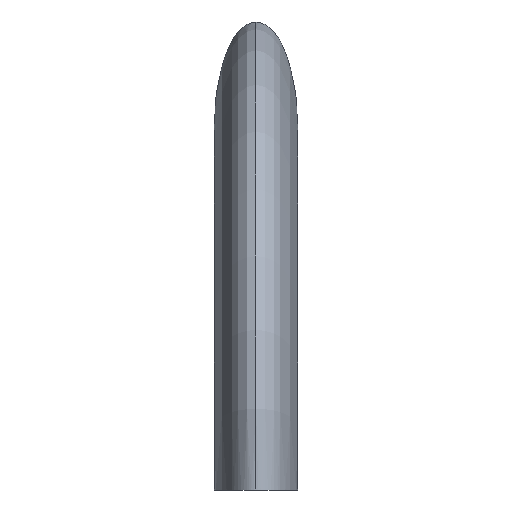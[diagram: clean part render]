
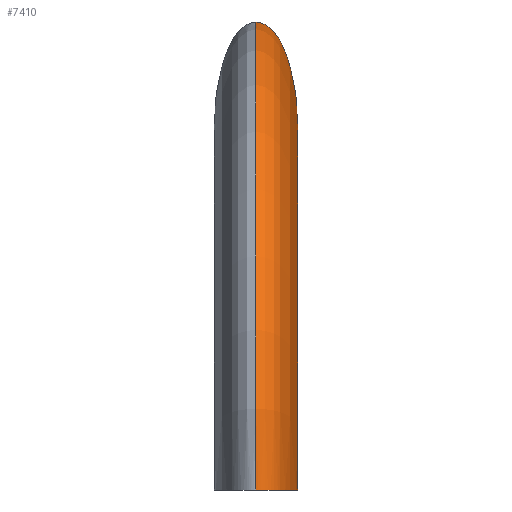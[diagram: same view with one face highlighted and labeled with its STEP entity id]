
A CAD part, left-side view. The second image highlights one B-rep face of the part: STEP entity #7410.
In plain terms, the highlighted face is a revolution surface.
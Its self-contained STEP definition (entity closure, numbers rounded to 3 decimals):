
#680=CARTESIAN_POINT('',(-90.,500.,0.));
#690=VERTEX_POINT('',#680);
#700=CARTESIAN_POINT('',(-70.,500.,0.));
#710=VERTEX_POINT('',#700);
#740=CARTESIAN_POINT('',(-70.857,501.917,0.));
#750=CARTESIAN_POINT('',(-73.157,503.014,0.));
#760=CARTESIAN_POINT('',(-76.315,503.83,0.));
#770=CARTESIAN_POINT('',(-80.,504.09,0.));
#780=CARTESIAN_POINT('',(-83.685,503.83,0.));
#790=CARTESIAN_POINT('',(-86.843,503.014,0.));
#800=CARTESIAN_POINT('',(-89.143,501.917,0.));
#810=CARTESIAN_POINT('',(-90.346,500.,0.));
#820=CARTESIAN_POINT('',(-89.143,498.083,0.));
#830=CARTESIAN_POINT('',(-86.843,496.986,0.));
#840=CARTESIAN_POINT('',(-83.685,496.17,0.));
#850=CARTESIAN_POINT('',(-80.,495.91,0.));
#860=CARTESIAN_POINT('',(-76.315,496.17,0.));
#870=CARTESIAN_POINT('',(-73.157,496.986,0.));
#880=CARTESIAN_POINT('',(-70.857,498.083,0.));
#890=CARTESIAN_POINT('',(-69.654,500.,0.));
#900=CARTESIAN_POINT('',(-70.857,501.917,0.));
#910=CARTESIAN_POINT('',(-73.157,503.014,0.));
#920=CARTESIAN_POINT('',(-76.315,503.83,0.));
#930=B_SPLINE_CURVE_WITH_KNOTS('',3,(#740,#750,#760,#770,#780,#790,#800,
#810,#820,#830,#840,#850,#860,#870,#880,#890,#900,#910,#920),
.UNSPECIFIED.,.T.,.F.,(1,1,1,1,1,1,1,1,1,1,1,1,1,1,1,1,1,1,1,1,1,1,1),(
-3.419,-1.71,0.,2.526,5.885,
9.724,13.562,16.921,19.447,
21.157,22.866,25.393,28.751,
32.59,36.429,39.787,42.313,
44.023,45.732,48.259,51.617,
55.456,59.295),.UNSPECIFIED.);
#940=EDGE_CURVE('',#690,#710,#930,.T.);
#6040=CARTESIAN_POINT('',(-45.,500.,45.));
#6050=VERTEX_POINT('',#6040);
#6280=CARTESIAN_POINT('',(-45.,500.,25.));
#6290=VERTEX_POINT('',#6280);
#6790=CARTESIAN_POINT('',(-45.,501.917,25.857));
#6800=CARTESIAN_POINT('',(-45.,503.014,28.157));
#6810=CARTESIAN_POINT('',(-45.,503.83,31.315));
#6820=CARTESIAN_POINT('',(-45.,504.09,35.));
#6830=CARTESIAN_POINT('',(-45.,503.83,38.685));
#6840=CARTESIAN_POINT('',(-45.,503.014,41.843));
#6850=CARTESIAN_POINT('',(-45.,501.917,44.143));
#6860=CARTESIAN_POINT('',(-45.,500.,45.346));
#6870=CARTESIAN_POINT('',(-45.,498.083,44.143));
#6880=CARTESIAN_POINT('',(-45.,496.986,41.843));
#6890=CARTESIAN_POINT('',(-45.,496.17,38.685));
#6900=CARTESIAN_POINT('',(-45.,495.91,35.));
#6910=CARTESIAN_POINT('',(-45.,496.17,31.315));
#6920=CARTESIAN_POINT('',(-45.,496.986,28.157));
#6930=CARTESIAN_POINT('',(-45.,498.083,25.857));
#6940=CARTESIAN_POINT('',(-45.,500.,24.654));
#6950=CARTESIAN_POINT('',(-45.,501.917,25.857));
#6960=CARTESIAN_POINT('',(-45.,503.014,28.157));
#6970=CARTESIAN_POINT('',(-45.,503.83,31.315));
#6980=B_SPLINE_CURVE_WITH_KNOTS('',3,(#6790,#6800,#6810,#6820,#6830,
#6840,#6850,#6860,#6870,#6880,#6890,#6900,#6910,#6920,#6930,#6940,#6950,
#6960,#6970),.UNSPECIFIED.,.T.,.F.,(1,1,1,1,1,1,1,1,1,1,1,1,1,1,1,1,1,1,
1,1,1,1,1),(-3.419,-1.71,0.,2.526,
5.885,9.724,13.562,16.921,
19.447,21.157,22.866,25.393,
28.751,32.59,36.429,39.787,
42.313,44.023,45.732,48.259,
51.617,55.456,59.295),.UNSPECIFIED.);
#6990=EDGE_CURVE('',#6050,#6290,#6980,.T.);
#7050=CARTESIAN_POINT('',(-90.,500.,0.));
#7060=CARTESIAN_POINT('',(-90.,500.,0.));
#7070=CARTESIAN_POINT('',(-90.,499.449,0.));
#7080=CARTESIAN_POINT('',(-89.143,498.083,0.));
#7090=CARTESIAN_POINT('',(-86.843,496.986,0.));
#7100=CARTESIAN_POINT('',(-83.685,496.17,0.));
#7110=CARTESIAN_POINT('',(-80.,495.91,0.));
#7120=CARTESIAN_POINT('',(-76.315,496.17,0.));
#7130=CARTESIAN_POINT('',(-73.157,496.986,0.));
#7140=CARTESIAN_POINT('',(-70.857,498.083,0.));
#7150=CARTESIAN_POINT('',(-70.,499.449,0.));
#7160=CARTESIAN_POINT('',(-70.,500.,0.));
#7170=CARTESIAN_POINT('',(-70.,500.,0.));
#7180=B_SPLINE_CURVE_WITH_KNOTS('',3,(#7050,#7060,#7070,#7080,#7090,
#7100,#7110,#7120,#7130,#7140,#7150,#7160,#7170),.UNSPECIFIED.,.F.,.F.,(
4,1,1,1,1,1,1,1,1,1,4),(21.157,21.157,
22.866,25.393,28.751,32.59,
36.429,39.787,42.313,44.023,
44.023),.UNSPECIFIED.);
#7190=CARTESIAN_POINT('',(-45.,500.,0.));
#7200=DIRECTION('',(0.,1.,0.));
#7210=AXIS1_PLACEMENT('',#7190,#7200);
#7220=SURFACE_OF_REVOLUTION('',#7180,#7210);
#7230=CARTESIAN_POINT('',(-45.,500.,0.));
#7240=DIRECTION('',(0.,1.,0.));
#7250=DIRECTION('',(-1.,0.,0.));
#7260=AXIS2_PLACEMENT_3D('',#7230,#7240,#7250);
#7270=CIRCLE('',#7260,45.);
#7280=EDGE_CURVE('',#690,#6050,#7270,.T.);
#7290=ORIENTED_EDGE('',*,*,#7280,.F.);
#7300=ORIENTED_EDGE('',*,*,#6990,.F.);
#7310=CARTESIAN_POINT('',(-45.,500.,0.));
#7320=DIRECTION('',(0.,1.,0.));
#7330=DIRECTION('',(-1.,0.,0.));
#7340=AXIS2_PLACEMENT_3D('',#7310,#7320,#7330);
#7350=CIRCLE('',#7340,25.);
#7360=EDGE_CURVE('',#710,#6290,#7350,.T.);
#7370=ORIENTED_EDGE('',*,*,#7360,.T.);
#7380=ORIENTED_EDGE('',*,*,#940,.T.);
#7390=EDGE_LOOP('',(#7380,#7370,#7300,#7290));
#7400=FACE_OUTER_BOUND('',#7390,.T.);
#7410=ADVANCED_FACE('',(#7400),#7220,.F.);
